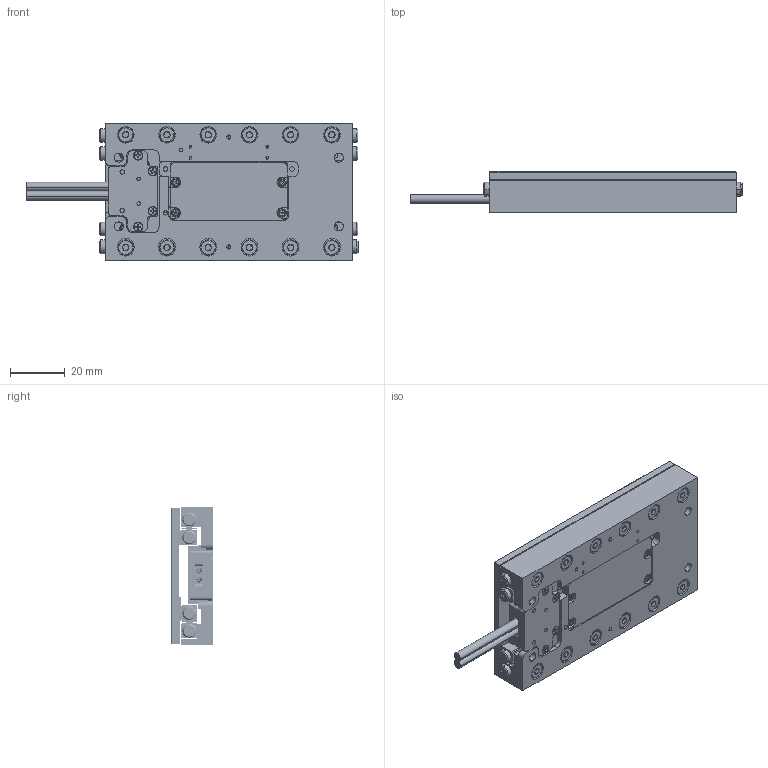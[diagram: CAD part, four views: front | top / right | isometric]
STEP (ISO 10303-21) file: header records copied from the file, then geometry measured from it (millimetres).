
FILE_DESCRIPTION (( 'STEP AP214' ), '1' );
FILE_NAME ('PPS-50-X25XX.STEP', '2025-05-23T22:50:50', ( '' ), ( '' ), 'SwSTEP 2.0', 'SolidWorks 2023', '' );
FILE_SCHEMA (( 'AUTOMOTIVE_DESIGN' ));
Length unit declared in the file: millimetre
Products named in the file (15): 92010A778_Passivated 18-8 Stainless Steel Phillips Flat Head Screw, M1.6x3mm_92010A778; PPS-50LM, Base_Master Part_L90; PPS-50-X25XX; 130325 Bearing, Slide Way, NB, SV2000_SV 2090; SCREW, MS-PPH, M-JCIS_M2 x 0.4 x 4mm; Screw, SHCS-L, M-DIN_M3 x 0.5 x 08mm; SUBASSEM_Cable Clamp_Design 3_3-3; Cooner Black Cable_L40; PPS-70, PPS-50, Short Stage Cable Clamp_Design 3; PPS-50LM, Carriage_Master Part_L90, Linear Motor Version ; 431945 Cable Clamp Base with Mountable Tabs; SCREW, MS-PPH, M-JCIS_M2 x 0.4 x 6mm; SCREW, MS-PPH, M-JCIS_M2.5 x 0.45 x 6mm; Demo, Motor Place Holder_DEMO; Cage, Slide Way, NB, SV2000_SV 2090-16Z
Assembly tree (47 placements, depth 3):
  PPS-50-X25XX
    PPS-50LM, Base_Master Part_L90
    PPS-50LM, Carriage_Master Part_L90, Linear Motor Version 
    130325 Bearing, Slide Way, NB, SV2000_SV 2090  x4
    Cage, Slide Way, NB, SV2000_SV 2090-16Z  x2
    Screw, SHCS-L, M-DIN_M3 x 0.5 x 08mm  x12
    Demo, Motor Place Holder_DEMO
    SCREW, MS-PPH, M-JCIS_M2 x 0.4 x 4mm  x4
    SUBASSEM_Cable Clamp_Design 3_3-3
      431945 Cable Clamp Base with Mountable Tabs
      PPS-70, PPS-50, Short Stage Cable Clamp_Design 3
      SCREW, MS-PPH, M-JCIS_M2 x 0.4 x 6mm  x2
      Cooner Black Cable_L40  x2
    92010A778_Passivated 18-8 Stainless Steel Phillips Flat Head Screw, M1.6x3mm_92010A778  x4
    SCREW, MS-PPH, M-JCIS_M2.5 x 0.45 x 6mm  x11
Bounding box: 120.8 x 15 x 50 mm (x, y, z)
Volume: 49119.6 mm3; surface area: 46911.5 mm2
Topology: 72 solids, 72 shells, 2132 faces, 5307 edges, 3382 vertices
Faces by surface type: plane 1046, cylinder 705, torus 198, cone 123, bspline 60
Entity records: 76257 total; most frequent: CARTESIAN_POINT 51328, DIRECTION 5242, ORIENTED_EDGE 4954, EDGE_CURVE 2477, AXIS2_PLACEMENT_3D 1920, VERTEX_POINT 1621, VECTOR 1402, LINE 1402
